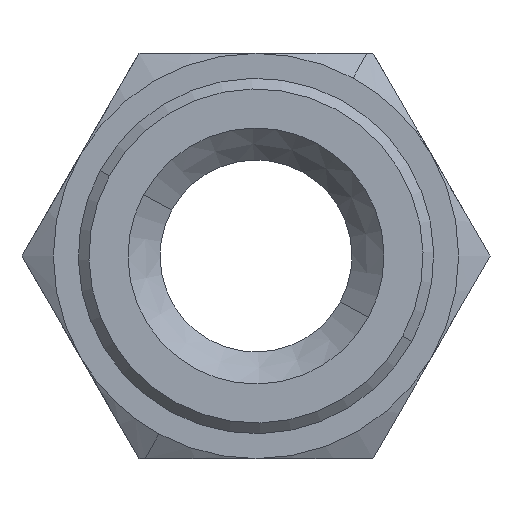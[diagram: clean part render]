
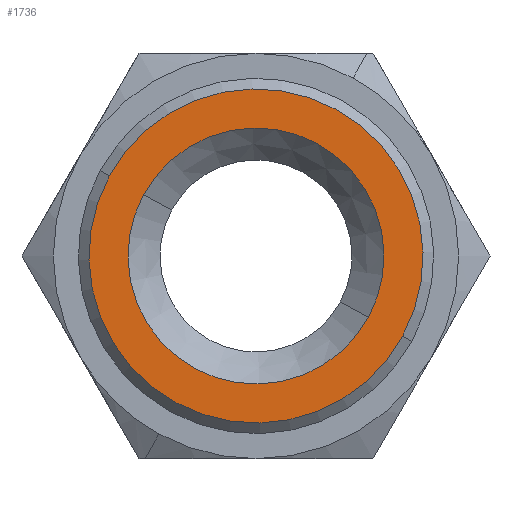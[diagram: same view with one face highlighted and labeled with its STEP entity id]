
A CAD part, front view. The second image highlights one B-rep face of the part: STEP entity #1736.
In plain terms, the highlighted planar face has unit normal (0, -1, 0).
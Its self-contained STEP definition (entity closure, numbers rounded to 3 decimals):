
#1670=CARTESIAN_POINT('Vertex',(6.872,-9.,-3.754)) ;
#1673=CARTESIAN_POINT('Axis2P3D Location',(0.,-9.,0.)) ;
#1677=CARTESIAN_POINT('Vertex',(-6.872,-9.,3.754)) ;
#1697=CARTESIAN_POINT('Axis2P3D Location',(0.,-9.,0.)) ;
#1709=CARTESIAN_POINT('Axis2P3D Location',(-8.331,-9.,0.)) ;
#1718=CARTESIAN_POINT('Axis2P3D Location',(0.,-9.,0.)) ;
#1722=CARTESIAN_POINT('Vertex',(-5.265,-9.,2.877)) ;
#1724=CARTESIAN_POINT('Vertex',(5.265,-9.,-2.877)) ;
#1727=CARTESIAN_POINT('Axis2P3D Location',(0.,-9.,0.)) ;
#1674=DIRECTION('Axis2P3D Direction',(0.,1.,0.)) ;
#1698=DIRECTION('Axis2P3D Direction',(0.,1.,0.)) ;
#1710=DIRECTION('Axis2P3D Direction',(0.,1.,0.)) ;
#1711=DIRECTION('Axis2P3D XDirection',(1.,-0.,0.)) ;
#1719=DIRECTION('Axis2P3D Direction',(0.,1.,0.)) ;
#1728=DIRECTION('Axis2P3D Direction',(0.,1.,0.)) ;
#1675=AXIS2_PLACEMENT_3D('Circle Axis2P3D',#1673,#1674,$) ;
#1699=AXIS2_PLACEMENT_3D('Circle Axis2P3D',#1697,#1698,$) ;
#1712=AXIS2_PLACEMENT_3D('Plane Axis2P3D',#1709,#1710,#1711) ;
#1720=AXIS2_PLACEMENT_3D('Circle Axis2P3D',#1718,#1719,$) ;
#1729=AXIS2_PLACEMENT_3D('Circle Axis2P3D',#1727,#1728,$) ;
#1715=ORIENTED_EDGE('',*,*,#1701,.F.) ;
#1716=ORIENTED_EDGE('',*,*,#1679,.F.) ;
#1733=ORIENTED_EDGE('',*,*,#1726,.T.) ;
#1734=ORIENTED_EDGE('',*,*,#1731,.T.) ;
#1735=FACE_BOUND('',#1732,.T.) ;
#1736=ADVANCED_FACE('Corps principal',(#1717,#1735),#1713,.F.) ;
#1676=CIRCLE('generated circle',#1675,7.831) ;
#1700=CIRCLE('generated circle',#1699,7.831) ;
#1721=CIRCLE('generated circle',#1720,6.) ;
#1730=CIRCLE('generated circle',#1729,6.) ;
#1679=EDGE_CURVE('',#1671,#1678,#1676,.T.) ;
#1701=EDGE_CURVE('',#1678,#1671,#1700,.T.) ;
#1726=EDGE_CURVE('',#1723,#1725,#1721,.T.) ;
#1731=EDGE_CURVE('',#1725,#1723,#1730,.T.) ;
#1714=EDGE_LOOP('',(#1715,#1716)) ;
#1732=EDGE_LOOP('',(#1733,#1734)) ;
#1717=FACE_OUTER_BOUND('',#1714,.T.) ;
#1713=PLANE('',#1712) ;
#1671=VERTEX_POINT('',#1670) ;
#1678=VERTEX_POINT('',#1677) ;
#1723=VERTEX_POINT('',#1722) ;
#1725=VERTEX_POINT('',#1724) ;
